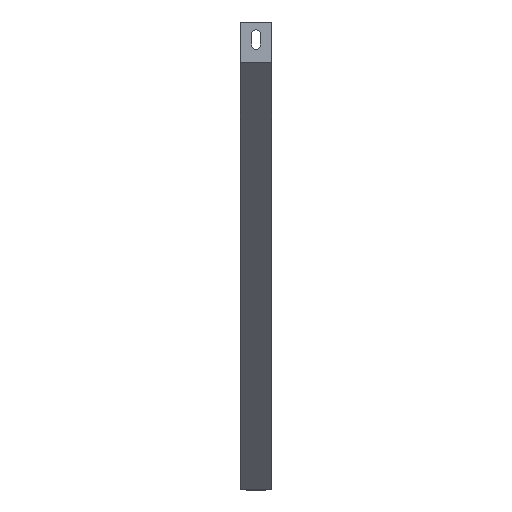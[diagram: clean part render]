
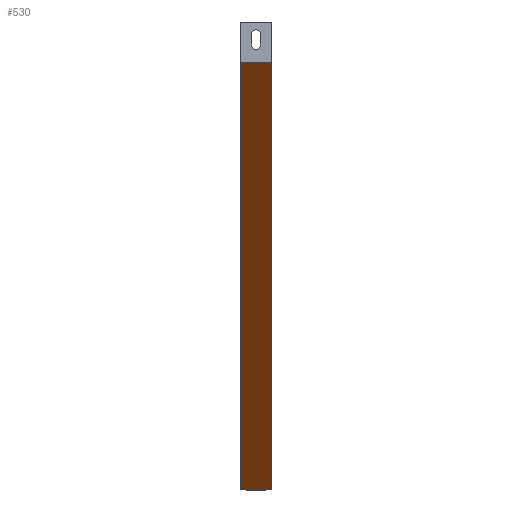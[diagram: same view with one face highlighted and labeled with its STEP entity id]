
A CAD part, left-side view. The second image highlights one B-rep face of the part: STEP entity #530.
In plain terms, the highlighted planar face has unit normal (-0.707, 0, -0.707).
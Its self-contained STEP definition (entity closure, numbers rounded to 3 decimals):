
#33=FACE_OUTER_BOUND('',#60,.T.);
#60=EDGE_LOOP('',(#352,#353,#354,#355,#356,#357,#358,#359));
#91=LINE('',#759,#155);
#101=LINE('',#783,#165);
#102=LINE('',#785,#166);
#103=LINE('',#787,#167);
#104=LINE('',#789,#168);
#105=LINE('',#791,#169);
#106=LINE('',#793,#170);
#107=LINE('',#794,#171);
#155=VECTOR('',#621,10.);
#165=VECTOR('',#639,10.);
#166=VECTOR('',#640,10.);
#167=VECTOR('',#641,10.);
#168=VECTOR('',#642,10.);
#169=VECTOR('',#643,10.);
#170=VECTOR('',#644,10.);
#171=VECTOR('',#645,10.);
#219=VERTEX_POINT('',#756);
#220=VERTEX_POINT('',#758);
#230=VERTEX_POINT('',#782);
#231=VERTEX_POINT('',#784);
#232=VERTEX_POINT('',#786);
#233=VERTEX_POINT('',#788);
#234=VERTEX_POINT('',#790);
#235=VERTEX_POINT('',#792);
#267=EDGE_CURVE('',#220,#219,#91,.T.);
#279=EDGE_CURVE('',#219,#230,#101,.T.);
#280=EDGE_CURVE('',#230,#231,#102,.T.);
#281=EDGE_CURVE('',#231,#232,#103,.T.);
#282=EDGE_CURVE('',#233,#232,#104,.T.);
#283=EDGE_CURVE('',#234,#233,#105,.T.);
#284=EDGE_CURVE('',#235,#234,#106,.T.);
#285=EDGE_CURVE('',#235,#220,#107,.T.);
#352=ORIENTED_EDGE('',*,*,#279,.T.);
#353=ORIENTED_EDGE('',*,*,#280,.T.);
#354=ORIENTED_EDGE('',*,*,#281,.T.);
#355=ORIENTED_EDGE('',*,*,#282,.F.);
#356=ORIENTED_EDGE('',*,*,#283,.F.);
#357=ORIENTED_EDGE('',*,*,#284,.F.);
#358=ORIENTED_EDGE('',*,*,#285,.T.);
#359=ORIENTED_EDGE('',*,*,#267,.T.);
#481=PLANE('',#581);
#530=ADVANCED_FACE('',(#33),#481,.F.);
#581=AXIS2_PLACEMENT_3D('',#781,#637,#638);
#621=DIRECTION('',(0.,-1.,0.));
#637=DIRECTION('center_axis',(0.707,0.,0.707));
#638=DIRECTION('ref_axis',(0.707,0.,-0.707));
#639=DIRECTION('',(-0.707,0.,0.707));
#640=DIRECTION('',(-0.707,0.,0.707));
#641=DIRECTION('',(-0.707,0.,0.707));
#642=DIRECTION('',(0.,-1.,0.));
#643=DIRECTION('',(-0.707,0.,0.707));
#644=DIRECTION('',(-0.707,0.,0.707));
#645=DIRECTION('',(0.707,0.,-0.707));
#756=CARTESIAN_POINT('',(-52.071,0.,-5.));
#758=CARTESIAN_POINT('',(-52.071,40.,-5.));
#759=CARTESIAN_POINT('',(-52.071,20.,-5.));
#781=CARTESIAN_POINT('Origin',(-326.036,20.,268.964));
#782=CARTESIAN_POINT('',(-55.,0.,-2.071));
#783=CARTESIAN_POINT('',(-464.053,0.,406.982));
#784=CARTESIAN_POINT('',(-597.071,0.,540.));
#785=CARTESIAN_POINT('',(-17.111,0.,-39.961));
#786=CARTESIAN_POINT('',(-600.,0.,542.929));
#787=CARTESIAN_POINT('',(-464.053,0.,406.982));
#788=CARTESIAN_POINT('',(-600.,40.,542.929));
#789=CARTESIAN_POINT('',(-600.,20.,542.929));
#790=CARTESIAN_POINT('',(-597.071,40.,540.));
#791=CARTESIAN_POINT('',(-462.803,40.,405.732));
#792=CARTESIAN_POINT('',(-55.,40.,-2.071));
#793=CARTESIAN_POINT('',(-17.111,40.,-39.961));
#794=CARTESIAN_POINT('',(-462.803,40.,405.732));
